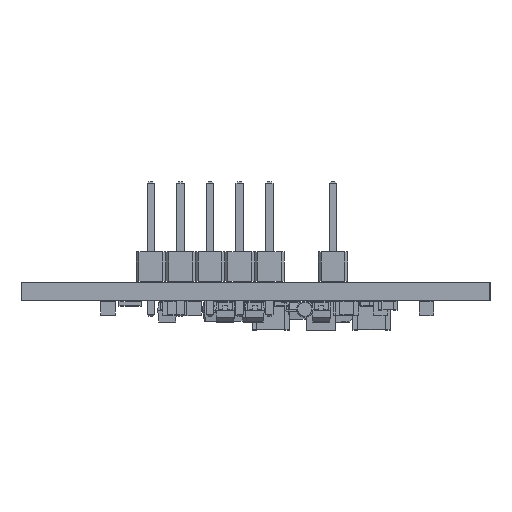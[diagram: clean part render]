
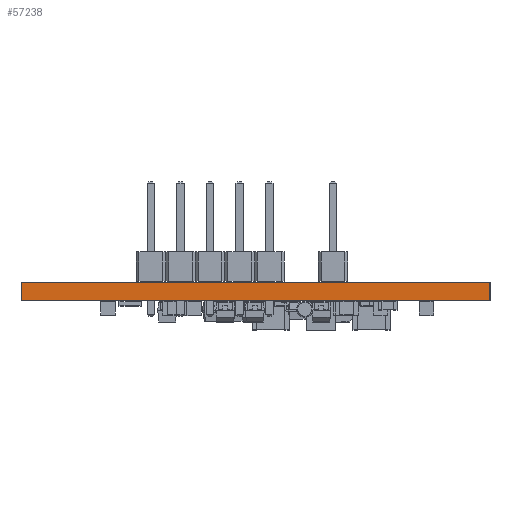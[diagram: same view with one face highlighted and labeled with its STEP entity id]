
A CAD part, left-side view. The second image highlights one B-rep face of the part: STEP entity #57238.
In plain terms, the highlighted planar face has unit normal (-1, 0, 0).
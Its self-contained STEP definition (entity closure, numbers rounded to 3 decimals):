
#57057 = PLANE('',#57058);
#57058 = AXIS2_PLACEMENT_3D('',#57059,#57060,#57061);
#57059 = CARTESIAN_POINT('',(65.786,5.334,0.));
#57060 = DIRECTION('',(0.,-1.,0.));
#57061 = DIRECTION('',(-1.,0.,0.));
#57082 = VERTEX_POINT('',#57083);
#57083 = CARTESIAN_POINT('',(5.334,5.334,1.58));
#57097 = PLANE('',#57098);
#57098 = AXIS2_PLACEMENT_3D('',#57099,#57100,#57101);
#57099 = CARTESIAN_POINT('',(35.56,25.4,1.58));
#57100 = DIRECTION('',(-0.,-0.,-1.));
#57101 = DIRECTION('',(-1.,0.,0.));
#57109 = EDGE_CURVE('',#57110,#57082,#57112,.T.);
#57110 = VERTEX_POINT('',#57111);
#57111 = CARTESIAN_POINT('',(5.334,5.334,0.));
#57112 = SURFACE_CURVE('',#57113,(#57117,#57124),.PCURVE_S1.);
#57113 = LINE('',#57114,#57115);
#57114 = CARTESIAN_POINT('',(5.334,5.334,0.));
#57115 = VECTOR('',#57116,1.);
#57116 = DIRECTION('',(0.,0.,1.));
#57117 = PCURVE('',#57057,#57118);
#57118 = DEFINITIONAL_REPRESENTATION('',(#57119),#57123);
#57119 = LINE('',#57120,#57121);
#57120 = CARTESIAN_POINT('',(60.452,0.));
#57121 = VECTOR('',#57122,1.);
#57122 = DIRECTION('',(0.,-1.));
#57123 = ( GEOMETRIC_REPRESENTATION_CONTEXT(2) 
PARAMETRIC_REPRESENTATION_CONTEXT() REPRESENTATION_CONTEXT('2D SPACE',''
  ) );
#57124 = PCURVE('',#57125,#57130);
#57125 = PLANE('',#57126);
#57126 = AXIS2_PLACEMENT_3D('',#57127,#57128,#57129);
#57127 = CARTESIAN_POINT('',(5.334,5.334,0.));
#57128 = DIRECTION('',(-1.,0.,0.));
#57129 = DIRECTION('',(0.,1.,0.));
#57130 = DEFINITIONAL_REPRESENTATION('',(#57131),#57135);
#57131 = LINE('',#57132,#57133);
#57132 = CARTESIAN_POINT('',(0.,0.));
#57133 = VECTOR('',#57134,1.);
#57134 = DIRECTION('',(0.,-1.));
#57135 = ( GEOMETRIC_REPRESENTATION_CONTEXT(2) 
PARAMETRIC_REPRESENTATION_CONTEXT() REPRESENTATION_CONTEXT('2D SPACE',''
  ) );
#57151 = PLANE('',#57152);
#57152 = AXIS2_PLACEMENT_3D('',#57153,#57154,#57155);
#57153 = CARTESIAN_POINT('',(35.56,25.4,0.));
#57154 = DIRECTION('',(-0.,-0.,-1.));
#57155 = DIRECTION('',(-1.,0.,0.));
#57184 = PLANE('',#57185);
#57185 = AXIS2_PLACEMENT_3D('',#57186,#57187,#57188);
#57186 = CARTESIAN_POINT('',(5.334,45.466,0.));
#57187 = DIRECTION('',(0.,1.,0.));
#57188 = DIRECTION('',(1.,0.,0.));
#57238 = ADVANCED_FACE('',(#57239),#57125,.T.);
#57239 = FACE_BOUND('',#57240,.T.);
#57240 = EDGE_LOOP('',(#57241,#57242,#57265,#57288));
#57241 = ORIENTED_EDGE('',*,*,#57109,.T.);
#57242 = ORIENTED_EDGE('',*,*,#57243,.T.);
#57243 = EDGE_CURVE('',#57082,#57244,#57246,.T.);
#57244 = VERTEX_POINT('',#57245);
#57245 = CARTESIAN_POINT('',(5.334,45.466,1.58));
#57246 = SURFACE_CURVE('',#57247,(#57251,#57258),.PCURVE_S1.);
#57247 = LINE('',#57248,#57249);
#57248 = CARTESIAN_POINT('',(5.334,5.334,1.58));
#57249 = VECTOR('',#57250,1.);
#57250 = DIRECTION('',(0.,1.,0.));
#57251 = PCURVE('',#57125,#57252);
#57252 = DEFINITIONAL_REPRESENTATION('',(#57253),#57257);
#57253 = LINE('',#57254,#57255);
#57254 = CARTESIAN_POINT('',(0.,-1.58));
#57255 = VECTOR('',#57256,1.);
#57256 = DIRECTION('',(1.,0.));
#57257 = ( GEOMETRIC_REPRESENTATION_CONTEXT(2) 
PARAMETRIC_REPRESENTATION_CONTEXT() REPRESENTATION_CONTEXT('2D SPACE',''
  ) );
#57258 = PCURVE('',#57097,#57259);
#57259 = DEFINITIONAL_REPRESENTATION('',(#57260),#57264);
#57260 = LINE('',#57261,#57262);
#57261 = CARTESIAN_POINT('',(30.226,-20.066));
#57262 = VECTOR('',#57263,1.);
#57263 = DIRECTION('',(0.,1.));
#57264 = ( GEOMETRIC_REPRESENTATION_CONTEXT(2) 
PARAMETRIC_REPRESENTATION_CONTEXT() REPRESENTATION_CONTEXT('2D SPACE',''
  ) );
#57265 = ORIENTED_EDGE('',*,*,#57266,.F.);
#57266 = EDGE_CURVE('',#57267,#57244,#57269,.T.);
#57267 = VERTEX_POINT('',#57268);
#57268 = CARTESIAN_POINT('',(5.334,45.466,0.));
#57269 = SURFACE_CURVE('',#57270,(#57274,#57281),.PCURVE_S1.);
#57270 = LINE('',#57271,#57272);
#57271 = CARTESIAN_POINT('',(5.334,45.466,0.));
#57272 = VECTOR('',#57273,1.);
#57273 = DIRECTION('',(0.,0.,1.));
#57274 = PCURVE('',#57125,#57275);
#57275 = DEFINITIONAL_REPRESENTATION('',(#57276),#57280);
#57276 = LINE('',#57277,#57278);
#57277 = CARTESIAN_POINT('',(40.132,0.));
#57278 = VECTOR('',#57279,1.);
#57279 = DIRECTION('',(0.,-1.));
#57280 = ( GEOMETRIC_REPRESENTATION_CONTEXT(2) 
PARAMETRIC_REPRESENTATION_CONTEXT() REPRESENTATION_CONTEXT('2D SPACE',''
  ) );
#57281 = PCURVE('',#57184,#57282);
#57282 = DEFINITIONAL_REPRESENTATION('',(#57283),#57287);
#57283 = LINE('',#57284,#57285);
#57284 = CARTESIAN_POINT('',(0.,0.));
#57285 = VECTOR('',#57286,1.);
#57286 = DIRECTION('',(0.,-1.));
#57287 = ( GEOMETRIC_REPRESENTATION_CONTEXT(2) 
PARAMETRIC_REPRESENTATION_CONTEXT() REPRESENTATION_CONTEXT('2D SPACE',''
  ) );
#57288 = ORIENTED_EDGE('',*,*,#57289,.F.);
#57289 = EDGE_CURVE('',#57110,#57267,#57290,.T.);
#57290 = SURFACE_CURVE('',#57291,(#57295,#57302),.PCURVE_S1.);
#57291 = LINE('',#57292,#57293);
#57292 = CARTESIAN_POINT('',(5.334,5.334,0.));
#57293 = VECTOR('',#57294,1.);
#57294 = DIRECTION('',(0.,1.,0.));
#57295 = PCURVE('',#57125,#57296);
#57296 = DEFINITIONAL_REPRESENTATION('',(#57297),#57301);
#57297 = LINE('',#57298,#57299);
#57298 = CARTESIAN_POINT('',(0.,0.));
#57299 = VECTOR('',#57300,1.);
#57300 = DIRECTION('',(1.,0.));
#57301 = ( GEOMETRIC_REPRESENTATION_CONTEXT(2) 
PARAMETRIC_REPRESENTATION_CONTEXT() REPRESENTATION_CONTEXT('2D SPACE',''
  ) );
#57302 = PCURVE('',#57151,#57303);
#57303 = DEFINITIONAL_REPRESENTATION('',(#57304),#57308);
#57304 = LINE('',#57305,#57306);
#57305 = CARTESIAN_POINT('',(30.226,-20.066));
#57306 = VECTOR('',#57307,1.);
#57307 = DIRECTION('',(0.,1.));
#57308 = ( GEOMETRIC_REPRESENTATION_CONTEXT(2) 
PARAMETRIC_REPRESENTATION_CONTEXT() REPRESENTATION_CONTEXT('2D SPACE',''
  ) );
